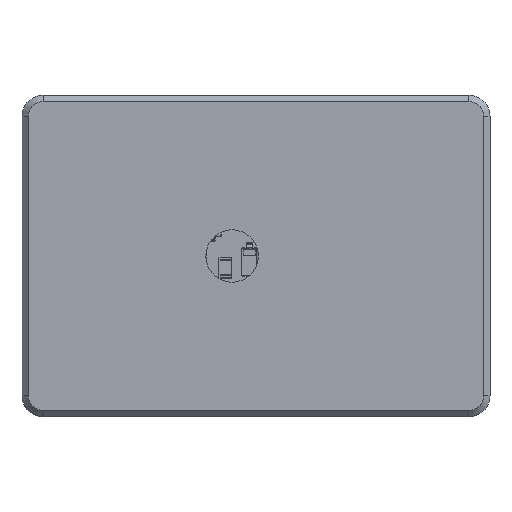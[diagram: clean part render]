
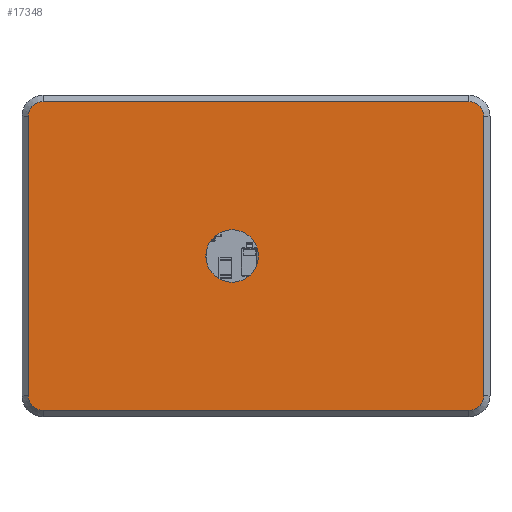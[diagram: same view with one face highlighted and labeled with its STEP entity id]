
A CAD part, front view. The second image highlights one B-rep face of the part: STEP entity #17348.
In plain terms, the highlighted planar face has unit normal (0, -1, 0).
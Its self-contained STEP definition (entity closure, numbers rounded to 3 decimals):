
#750=FACE_BOUND('',#2565,.T.);
#840=PLANE('',#18483);
#1610=FACE_OUTER_BOUND('',#2564,.T.);
#2564=EDGE_LOOP('',(#12270,#12271,#12272,#12273,#12274,#12275,#12276,#12277));
#2565=EDGE_LOOP('',(#12278));
#3605=LINE('',#25098,#5588);
#3610=LINE('',#25112,#5593);
#3614=LINE('',#25122,#5597);
#3617=LINE('',#25133,#5600);
#5588=VECTOR('',#20064,10.);
#5593=VECTOR('',#20077,10.);
#5597=VECTOR('',#20089,10.);
#5600=VECTOR('',#20100,10.);
#7524=CIRCLE('',#18415,2.5);
#7551=CIRCLE('',#18462,1.4);
#7553=CIRCLE('',#18466,1.4);
#7555=CIRCLE('',#18470,1.4);
#7557=CIRCLE('',#18474,1.4);
#8025=VERTEX_POINT('',#24925);
#8086=VERTEX_POINT('',#25095);
#8087=VERTEX_POINT('',#25097);
#8090=VERTEX_POINT('',#25105);
#8092=VERTEX_POINT('',#25110);
#8093=VERTEX_POINT('',#25116);
#8094=VERTEX_POINT('',#25120);
#8096=VERTEX_POINT('',#25126);
#8098=VERTEX_POINT('',#25131);
#9597=EDGE_CURVE('',#8025,#8025,#7524,.T.);
#9676=EDGE_CURVE('',#8086,#8087,#3605,.T.);
#9681=EDGE_CURVE('',#8090,#8086,#7551,.T.);
#9683=EDGE_CURVE('',#8092,#8090,#3610,.T.);
#9687=EDGE_CURVE('',#8093,#8092,#7553,.T.);
#9689=EDGE_CURVE('',#8094,#8093,#3614,.T.);
#9692=EDGE_CURVE('',#8096,#8094,#7555,.T.);
#9694=EDGE_CURVE('',#8098,#8096,#3617,.T.);
#9697=EDGE_CURVE('',#8087,#8098,#7557,.T.);
#12270=ORIENTED_EDGE('',*,*,#9676,.F.);
#12271=ORIENTED_EDGE('',*,*,#9681,.F.);
#12272=ORIENTED_EDGE('',*,*,#9683,.F.);
#12273=ORIENTED_EDGE('',*,*,#9687,.F.);
#12274=ORIENTED_EDGE('',*,*,#9689,.F.);
#12275=ORIENTED_EDGE('',*,*,#9692,.F.);
#12276=ORIENTED_EDGE('',*,*,#9694,.F.);
#12277=ORIENTED_EDGE('',*,*,#9697,.F.);
#12278=ORIENTED_EDGE('',*,*,#9597,.T.);
#17348=ADVANCED_FACE('',(#1610,#750),#840,.T.);
#18415=AXIS2_PLACEMENT_3D('',#24926,#19927,#19928);
#18462=AXIS2_PLACEMENT_3D('',#25107,#20072,#20073);
#18466=AXIS2_PLACEMENT_3D('',#25118,#20084,#20085);
#18470=AXIS2_PLACEMENT_3D('',#25128,#20095,#20096);
#18474=AXIS2_PLACEMENT_3D('',#25137,#20106,#20107);
#18483=AXIS2_PLACEMENT_3D('',#25170,#20136,#20137);
#19927=DIRECTION('center_axis',(0.,1.,0.));
#19928=DIRECTION('ref_axis',(1.,0.,0.));
#20064=DIRECTION('',(0.,0.,1.));
#20072=DIRECTION('center_axis',(0.,1.,0.));
#20073=DIRECTION('ref_axis',(-0.707,0.,-0.707));
#20077=DIRECTION('',(-1.,0.,0.));
#20084=DIRECTION('center_axis',(0.,1.,0.));
#20085=DIRECTION('ref_axis',(0.707,0.,-0.707));
#20089=DIRECTION('',(0.,0.,-1.));
#20095=DIRECTION('center_axis',(0.,1.,0.));
#20096=DIRECTION('ref_axis',(0.707,0.,0.707));
#20100=DIRECTION('',(1.,0.,0.));
#20106=DIRECTION('center_axis',(0.,1.,0.));
#20107=DIRECTION('ref_axis',(-0.707,0.,0.707));
#20136=DIRECTION('center_axis',(0.,-1.,0.));
#20137=DIRECTION('ref_axis',(0.,0.,-1.));
#24925=CARTESIAN_POINT('',(13.95,-6.2,0.));
#24926=CARTESIAN_POINT('Origin',(16.45,-6.2,0.));
#25095=CARTESIAN_POINT('',(-2.95,-6.2,-13.3));
#25097=CARTESIAN_POINT('',(-2.95,-6.2,13.3));
#25098=CARTESIAN_POINT('',(-2.95,-6.2,7.65));
#25105=CARTESIAN_POINT('',(-1.55,-6.2,-14.7));
#25107=CARTESIAN_POINT('Origin',(-1.55,-6.2,-13.3));
#25110=CARTESIAN_POINT('',(39.,-6.2,-14.7));
#25112=CARTESIAN_POINT('',(7.587,-6.2,-14.7));
#25116=CARTESIAN_POINT('',(40.4,-6.2,-13.3));
#25118=CARTESIAN_POINT('Origin',(39.,-6.2,-13.3));
#25120=CARTESIAN_POINT('',(40.4,-6.2,13.3));
#25122=CARTESIAN_POINT('',(40.4,-6.2,-7.65));
#25126=CARTESIAN_POINT('',(39.,-6.2,14.7));
#25128=CARTESIAN_POINT('Origin',(39.,-6.2,13.3));
#25131=CARTESIAN_POINT('',(-1.55,-6.2,14.7));
#25133=CARTESIAN_POINT('',(29.862,-6.2,14.7));
#25137=CARTESIAN_POINT('Origin',(-1.55,-6.2,13.3));
#25170=CARTESIAN_POINT('Origin',(18.725,-6.2,0.));
